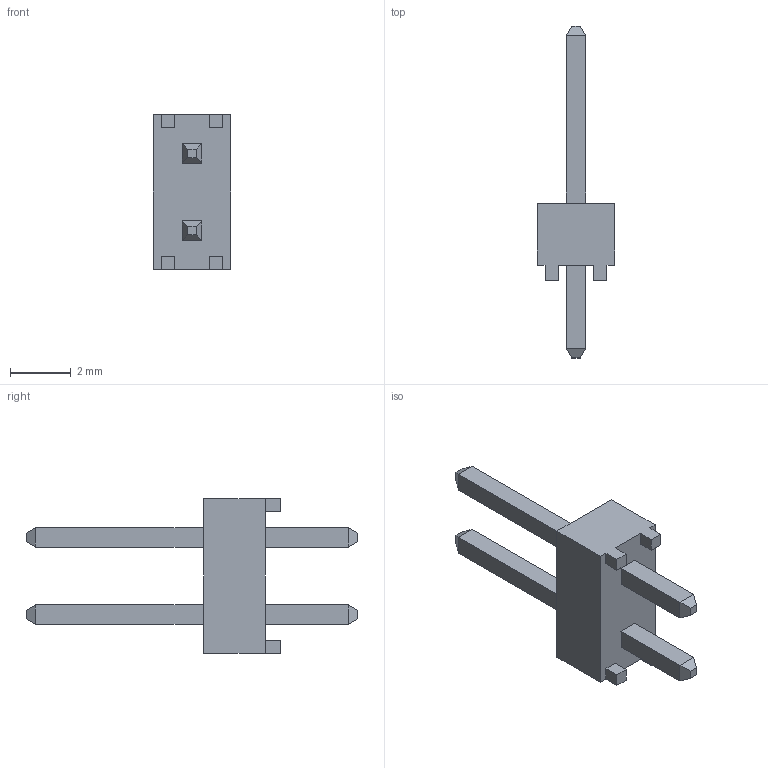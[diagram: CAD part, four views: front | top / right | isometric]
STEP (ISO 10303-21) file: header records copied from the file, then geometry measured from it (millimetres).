
FILE_DESCRIPTION( ( 'STEP AP214' ), '1' );
FILE_NAME( 'TSW-101-07-T-D.stp', '2022-05-31T11:16:49', ( 'License CC BY-ND 4.0' ), ( 'CADENAS' ), ' ', 'PARTsolutions', ' ' );
FILE_SCHEMA( ( 'AUTOMOTIVE_DESIGN { 1 0 10303 214 1 1 1 1 }' ) );
Length unit declared in the file: inch
Products named in the file (3): TSW-101-07-T-D; _TSW-101-07-T-D_body; _T-1S6-07-TSW-1-07-1-D
Assembly tree (2 placements, depth 2):
  TSW-101-07-T-D
    _TSW-101-07-T-D_body
    _T-1S6-07-TSW-1-07-1-D
Bounding box: 2.54 x 10.92 x 5.08 mm (x, y, z)
Volume: 33.8 mm3; surface area: 129.2 mm2
Topology: 2 solids, 2 shells, 72 faces, 176 edges, 112 vertices
Faces by surface type: plane 72
Entity records: 2690 total; most frequent: CARTESIAN_POINT 363, ORIENTED_EDGE 352, DIRECTION 326, EDGE_CURVE 176, LINE 176, VECTOR 176, VERTEX_POINT 112, EDGE_LOOP 80
